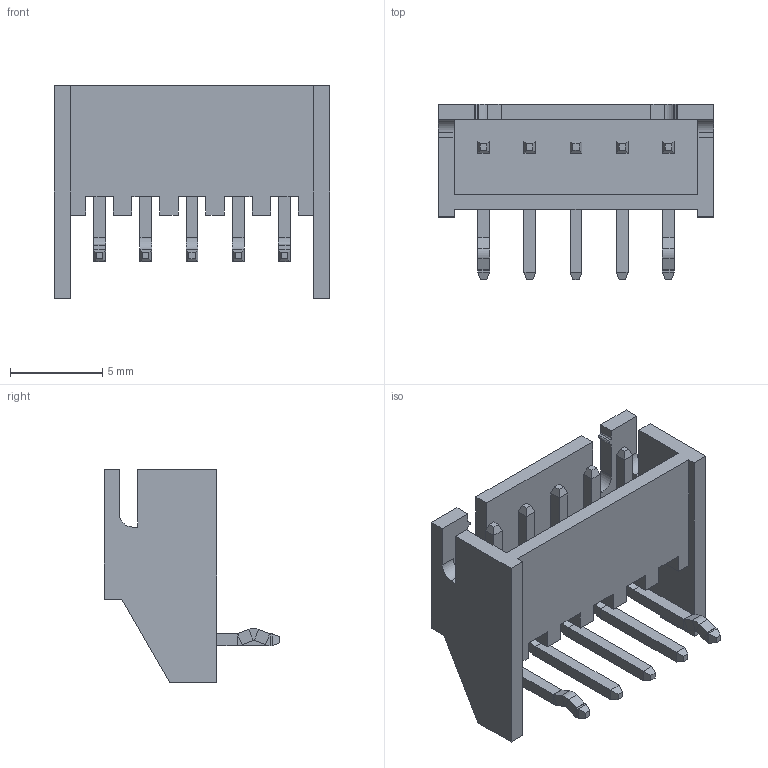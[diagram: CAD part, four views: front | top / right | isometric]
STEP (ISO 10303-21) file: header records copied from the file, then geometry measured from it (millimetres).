
FILE_DESCRIPTION (( 'STEP AP214' ), '1' );
FILE_NAME ('S5B-XH-A.STEP', '2023-10-11T04:48:11', ( '' ), ( '' ), 'SwSTEP 2.0', 'SolidWorks 2021', '' );
FILE_SCHEMA (( 'AUTOMOTIVE_DESIGN' ));
Length unit declared in the file: millimetre
Products named in the file (5): pin^S5B-XH-A_bent; S5B-XH-A; pin^S5B-XH-A; S5B-XH-A_S5B-XH-A; SxB-XH-Axxxxx_5
Assembly tree (7 placements, depth 3):
  S5B-XH-A
    S5B-XH-A_S5B-XH-A
      SxB-XH-Axxxxx_5
      pin^S5B-XH-A_bent  x2
      pin^S5B-XH-A  x3
Bounding box: 14.9 x 9.5 x 11.5 mm (x, y, z)
Volume: 352 mm3; surface area: 960.2 mm2
Topology: 6 solids, 6 shells, 242 faces, 570 edges, 340 vertices
Faces by surface type: plane 210, cylinder 32
Entity records: 4744 total; most frequent: CARTESIAN_POINT 801, ORIENTED_EDGE 784, DIRECTION 762, EDGE_CURVE 392, VECTOR 352, LINE 352, VERTEX_POINT 244, AXIS2_PLACEMENT_3D 205
